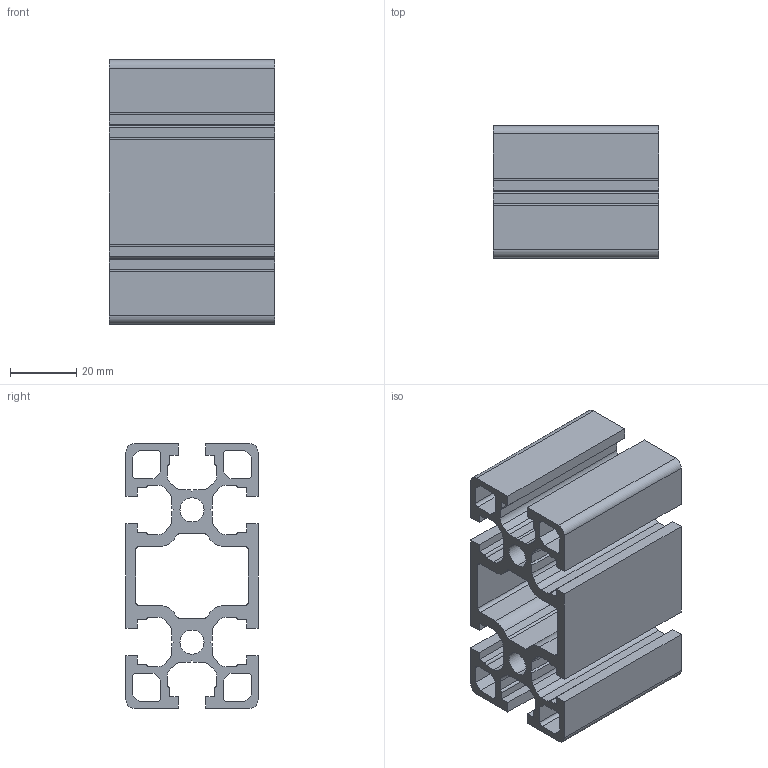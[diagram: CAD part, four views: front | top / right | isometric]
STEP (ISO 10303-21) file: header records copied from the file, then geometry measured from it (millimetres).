
FILE_DESCRIPTION (( 'STEP AP203' ), '1' );
FILE_NAME ('084.102.012.STEP', '2015-02-05T08:59:46', ( '' ), ( '' ), 'SwSTEP 2.0', 'SolidWorks 2012', '' );
FILE_SCHEMA (( 'CONFIG_CONTROL_DESIGN' ));
Length unit declared in the file: millimetre
Products named in the file (1): 084.102.012
Bounding box: 50 x 40 x 80 mm (x, y, z)
Volume: 55745.5 mm3; surface area: 38939.4 mm2
Topology: 1 solids, 1 shells, 196 faces, 582 edges, 388 vertices
Faces by surface type: plane 132, cylinder 64
Entity records: 6659 total; most frequent: CARTESIAN_POINT 1167, ORIENTED_EDGE 1164, DIRECTION 1104, EDGE_CURVE 582, LINE 454, VECTOR 454, VERTEX_POINT 388, AXIS2_PLACEMENT_3D 325
